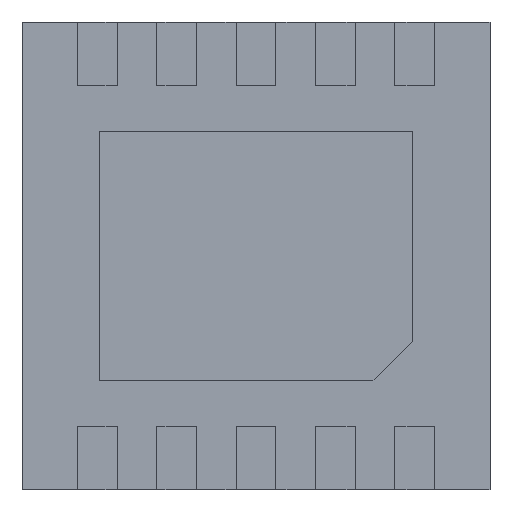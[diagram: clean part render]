
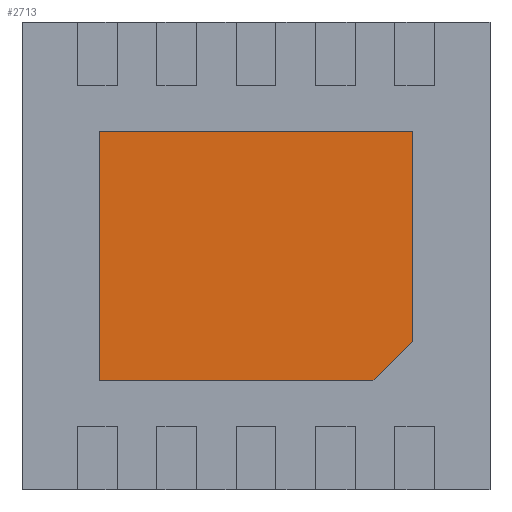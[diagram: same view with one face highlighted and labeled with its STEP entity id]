
A CAD part, front view. The second image highlights one B-rep face of the part: STEP entity #2713.
In plain terms, the highlighted planar face has unit normal (0, -1, 0).
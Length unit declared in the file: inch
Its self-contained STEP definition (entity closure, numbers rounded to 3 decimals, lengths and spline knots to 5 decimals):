
#72 = DIRECTION ( 'NONE',  ( 1., 0., 0. ) ) ;
#193 = FACE_OUTER_BOUND ( 'NONE', #1084, .T. ) ;
#535 = DIRECTION ( 'NONE',  ( -0.707, 0., -0.707 ) ) ;
#703 = VECTOR ( 'NONE', #72, 39.37008 ) ;
#787 = CARTESIAN_POINT ( 'NONE',  ( 0.0395, 0., 0.0315 ) ) ;
#796 = LINE ( 'NONE', #1996, #2633 ) ;
#1084 = EDGE_LOOP ( 'NONE', ( #3012, #3169, #1365, #4281, #4523 ) ) ;
#1230 = LINE ( 'NONE', #787, #3163 ) ;
#1317 = CARTESIAN_POINT ( 'NONE',  ( -0.0395, 0., -0.0315 ) ) ;
#1365 = ORIENTED_EDGE ( 'NONE', *, *, #2438, .F. ) ;
#1538 = VERTEX_POINT ( 'NONE', #2383 ) ;
#1689 = VERTEX_POINT ( 'NONE', #3644 ) ;
#1691 = LINE ( 'NONE', #4364, #703 ) ;
#1996 = CARTESIAN_POINT ( 'NONE',  ( 0.0395, 0., -0.0215 ) ) ;
#2043 = DIRECTION ( 'NONE',  ( -1., 0., 0. ) ) ;
#2125 = CARTESIAN_POINT ( 'NONE',  ( 0., 0., 0. ) ) ;
#2147 = VERTEX_POINT ( 'NONE', #4162 ) ;
#2281 = VECTOR ( 'NONE', #4001, 39.37008 ) ;
#2383 = CARTESIAN_POINT ( 'NONE',  ( -0.0395, 0., 0.0315 ) ) ;
#2438 = EDGE_CURVE ( 'NONE', #3227, #4509, #796, .T. ) ;
#2498 = DIRECTION ( 'NONE',  ( 0., 0., -1. ) ) ;
#2521 = LINE ( 'NONE', #1317, #4296 ) ;
#2633 = VECTOR ( 'NONE', #535, 39.37008 ) ;
#2713 = ADVANCED_FACE ( 'NONE', ( #193 ), #3535, .T. ) ;
#2746 = LINE ( 'NONE', #3637, #2281 ) ;
#2759 = CARTESIAN_POINT ( 'NONE',  ( 0.0295, 0., -0.0315 ) ) ;
#3012 = ORIENTED_EDGE ( 'NONE', *, *, #3714, .F. ) ;
#3163 = VECTOR ( 'NONE', #3332, 39.37008 ) ;
#3169 = ORIENTED_EDGE ( 'NONE', *, *, #4566, .F. ) ;
#3227 = VERTEX_POINT ( 'NONE', #3809 ) ;
#3332 = DIRECTION ( 'NONE',  ( 0., 0., -1. ) ) ;
#3535 = PLANE ( 'NONE',  #4407 ) ;
#3637 = CARTESIAN_POINT ( 'NONE',  ( -0.0395, 0., 0.0315 ) ) ;
#3644 = CARTESIAN_POINT ( 'NONE',  ( 0.0395, 0., 0.0315 ) ) ;
#3714 = EDGE_CURVE ( 'NONE', #2147, #1538, #2746, .T. ) ;
#3738 = EDGE_CURVE ( 'NONE', #1538, #1689, #1691, .T. ) ;
#3743 = EDGE_CURVE ( 'NONE', #1689, #3227, #1230, .T. ) ;
#3809 = CARTESIAN_POINT ( 'NONE',  ( 0.0395, 0., -0.0215 ) ) ;
#4001 = DIRECTION ( 'NONE',  ( 0., 0., 1. ) ) ;
#4162 = CARTESIAN_POINT ( 'NONE',  ( -0.0395, 0., -0.0315 ) ) ;
#4281 = ORIENTED_EDGE ( 'NONE', *, *, #3743, .F. ) ;
#4296 = VECTOR ( 'NONE', #2043, 39.37008 ) ;
#4364 = CARTESIAN_POINT ( 'NONE',  ( -0.0395, 0., 0.0315 ) ) ;
#4407 = AXIS2_PLACEMENT_3D ( 'NONE', #2125, #4646, #2498 ) ;
#4509 = VERTEX_POINT ( 'NONE', #2759 ) ;
#4523 = ORIENTED_EDGE ( 'NONE', *, *, #3738, .F. ) ;
#4566 = EDGE_CURVE ( 'NONE', #4509, #2147, #2521, .T. ) ;
#4646 = DIRECTION ( 'NONE',  ( 0., -1., 0. ) ) ;
